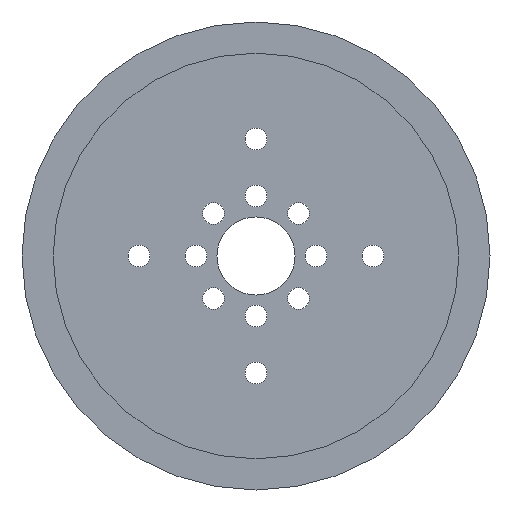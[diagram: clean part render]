
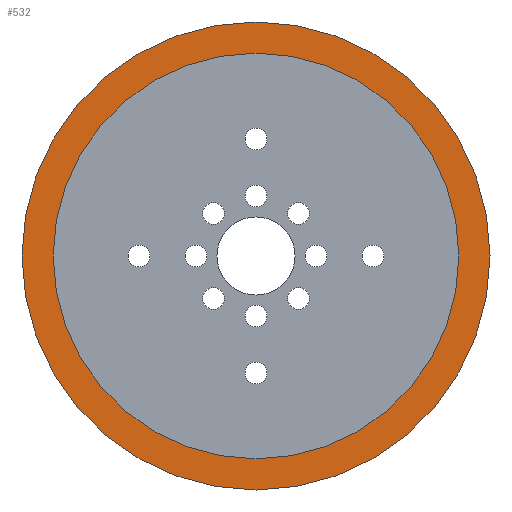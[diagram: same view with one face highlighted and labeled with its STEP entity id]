
A CAD part, front view. The second image highlights one B-rep face of the part: STEP entity #532.
In plain terms, the highlighted planar face has unit normal (0, -1, 0).
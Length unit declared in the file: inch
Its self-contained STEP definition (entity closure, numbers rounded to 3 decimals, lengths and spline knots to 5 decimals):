
#35 = AXIS2_PLACEMENT_3D ( 'NONE', #1189, #595, #1288 ) ;
#65 = VERTEX_POINT ( 'NONE', #780 ) ;
#80 = CARTESIAN_POINT ( 'NONE',  ( 0., 0., 0. ) ) ;
#84 = DIRECTION ( 'NONE',  ( 0., 1., 0. ) ) ;
#117 = AXIS2_PLACEMENT_3D ( 'NONE', #688, #84, #799 ) ;
#154 = CIRCLE ( 'NONE', #257, 1.5 ) ;
#181 = DIRECTION ( 'NONE',  ( 0., 1., 0. ) ) ;
#186 = DIRECTION ( 'NONE',  ( 0., 0., 1. ) ) ;
#190 = DIRECTION ( 'NONE',  ( 0., 0., 1. ) ) ;
#257 = AXIS2_PLACEMENT_3D ( 'NONE', #80, #794, #186 ) ;
#282 = ORIENTED_EDGE ( 'NONE', *, *, #504, .F. ) ;
#286 = PLANE ( 'NONE',  #602 ) ;
#412 = ORIENTED_EDGE ( 'NONE', *, *, #478, .T. ) ;
#444 = VERTEX_POINT ( 'NONE', #1169 ) ;
#451 = CIRCLE ( 'NONE', #35, 1.3 ) ;
#478 = EDGE_CURVE ( 'NONE', #444, #1085, #948, .T. ) ;
#504 = EDGE_CURVE ( 'NONE', #65, #1210, #154, .T. ) ;
#532 = ADVANCED_FACE ( 'NONE', ( #1017, #651 ), #286, .F. ) ;
#595 = DIRECTION ( 'NONE',  ( 0., 1., 0. ) ) ;
#602 = AXIS2_PLACEMENT_3D ( 'NONE', #890, #801, #190 ) ;
#612 = EDGE_LOOP ( 'NONE', ( #1000, #282 ) ) ;
#651 = FACE_BOUND ( 'NONE', #1142, .T. ) ;
#688 = CARTESIAN_POINT ( 'NONE',  ( 0., 0., 0. ) ) ;
#728 = CIRCLE ( 'NONE', #117, 1.5 ) ;
#780 = CARTESIAN_POINT ( 'NONE',  ( 0., 0., 1.5 ) ) ;
#787 = CARTESIAN_POINT ( 'NONE',  ( 0., 0., 0. ) ) ;
#794 = DIRECTION ( 'NONE',  ( 0., 1., 0. ) ) ;
#799 = DIRECTION ( 'NONE',  ( 0., 0., 1. ) ) ;
#801 = DIRECTION ( 'NONE',  ( 0., 1., 0. ) ) ;
#887 = DIRECTION ( 'NONE',  ( 0., 0., 1. ) ) ;
#890 = CARTESIAN_POINT ( 'NONE',  ( 0., 0., 0. ) ) ;
#948 = CIRCLE ( 'NONE', #1292, 1.3 ) ;
#1000 = ORIENTED_EDGE ( 'NONE', *, *, #1032, .F. ) ;
#1017 = FACE_OUTER_BOUND ( 'NONE', #612, .T. ) ;
#1032 = EDGE_CURVE ( 'NONE', #1210, #65, #728, .T. ) ;
#1054 = EDGE_CURVE ( 'NONE', #1085, #444, #451, .T. ) ;
#1085 = VERTEX_POINT ( 'NONE', #1086 ) ;
#1086 = CARTESIAN_POINT ( 'NONE',  ( 0., 0., 1.3 ) ) ;
#1142 = EDGE_LOOP ( 'NONE', ( #412, #1172 ) ) ;
#1169 = CARTESIAN_POINT ( 'NONE',  ( 0., 0., -1.3 ) ) ;
#1172 = ORIENTED_EDGE ( 'NONE', *, *, #1054, .T. ) ;
#1189 = CARTESIAN_POINT ( 'NONE',  ( 0., 0., 0. ) ) ;
#1210 = VERTEX_POINT ( 'NONE', #1272 ) ;
#1272 = CARTESIAN_POINT ( 'NONE',  ( 0., 0., -1.5 ) ) ;
#1288 = DIRECTION ( 'NONE',  ( 0., 0., 1. ) ) ;
#1292 = AXIS2_PLACEMENT_3D ( 'NONE', #787, #181, #887 ) ;
